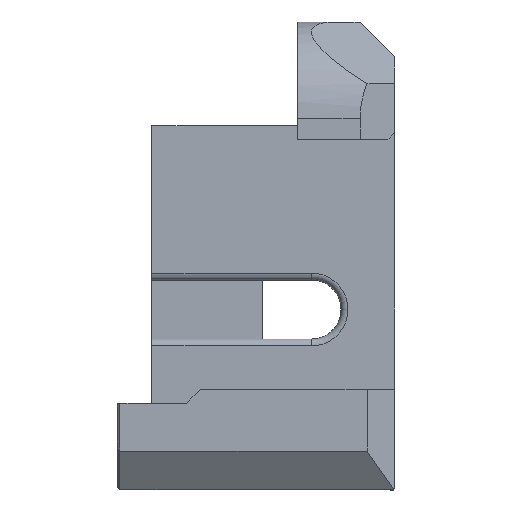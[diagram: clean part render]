
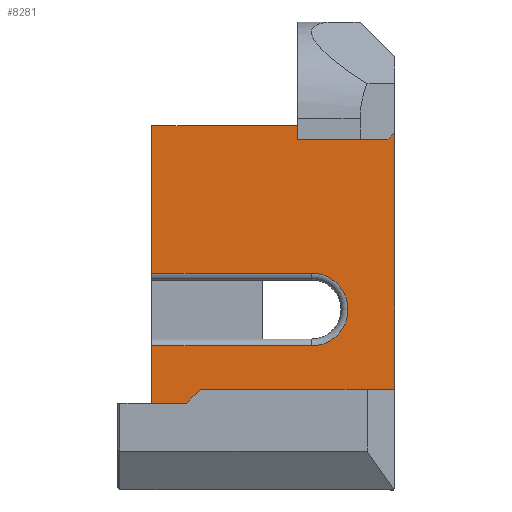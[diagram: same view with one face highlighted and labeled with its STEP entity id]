
A CAD part, left-side view. The second image highlights one B-rep face of the part: STEP entity #8281.
In plain terms, the highlighted planar face has unit normal (-1, 0, 0).
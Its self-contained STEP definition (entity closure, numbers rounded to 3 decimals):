
#333=CIRCLE('',#8899,5.25);
#916=FACE_OUTER_BOUND('',#1406,.T.);
#1406=EDGE_LOOP('',(#7375,#7376,#7377,#7378,#7379,#7380,#7381,#7382,#7383));
#1946=LINE('',#12850,#2849);
#1958=LINE('',#12879,#2861);
#1976=LINE('',#12924,#2879);
#2095=LINE('',#13468,#2998);
#2212=LINE('',#13797,#3115);
#2229=LINE('',#13829,#3132);
#2232=LINE('',#13834,#3135);
#2321=LINE('',#14065,#3224);
#2849=VECTOR('',#10046,10.);
#2861=VECTOR('',#10064,10.);
#2879=VECTOR('',#10102,10.);
#2998=VECTOR('',#10357,10.);
#3115=VECTOR('',#10618,10.);
#3132=VECTOR('',#10651,10.);
#3135=VECTOR('',#10658,10.);
#3224=VECTOR('',#10911,10.);
#3674=VERTEX_POINT('',#12847);
#3675=VERTEX_POINT('',#12849);
#3688=VERTEX_POINT('',#12876);
#3689=VERTEX_POINT('',#12878);
#3706=VERTEX_POINT('',#12922);
#3765=VERTEX_POINT('',#13237);
#3833=VERTEX_POINT('',#13465);
#3834=VERTEX_POINT('',#13467);
#3985=VERTEX_POINT('',#14063);
#4654=EDGE_CURVE('',#3674,#3675,#1946,.T.);
#4669=EDGE_CURVE('',#3688,#3689,#1958,.T.);
#4693=EDGE_CURVE('',#3706,#3674,#1976,.T.);
#4856=EDGE_CURVE('',#3833,#3834,#2095,.T.);
#4999=EDGE_CURVE('',#3765,#3833,#2212,.T.);
#5016=EDGE_CURVE('',#3688,#3834,#2229,.T.);
#5019=EDGE_CURVE('',#3675,#3765,#2232,.T.);
#5133=EDGE_CURVE('',#3985,#3706,#333,.T.);
#5134=EDGE_CURVE('',#3689,#3985,#2321,.T.);
#7375=ORIENTED_EDGE('',*,*,#4693,.F.);
#7376=ORIENTED_EDGE('',*,*,#5133,.F.);
#7377=ORIENTED_EDGE('',*,*,#5134,.F.);
#7378=ORIENTED_EDGE('',*,*,#4669,.F.);
#7379=ORIENTED_EDGE('',*,*,#5016,.T.);
#7380=ORIENTED_EDGE('',*,*,#4856,.F.);
#7381=ORIENTED_EDGE('',*,*,#4999,.F.);
#7382=ORIENTED_EDGE('',*,*,#5019,.F.);
#7383=ORIENTED_EDGE('',*,*,#4654,.F.);
#7855=PLANE('',#8898);
#8281=ADVANCED_FACE('',(#916),#7855,.T.);
#8898=AXIS2_PLACEMENT_3D('',#14062,#10907,#10908);
#8899=AXIS2_PLACEMENT_3D('',#14064,#10909,#10910);
#10046=DIRECTION('',(0.,0.,1.));
#10064=DIRECTION('',(0.,0.,1.));
#10102=DIRECTION('',(0.,1.,0.));
#10357=DIRECTION('',(0.,0.,-1.));
#10618=DIRECTION('',(0.,-1.,0.));
#10651=DIRECTION('',(0.,-1.,0.));
#10658=DIRECTION('',(0.,-1.,0.));
#10907=DIRECTION('center_axis',(-1.,0.,0.));
#10908=DIRECTION('ref_axis',(0.,0.,-1.));
#10909=DIRECTION('center_axis',(-1.,0.,0.));
#10910=DIRECTION('ref_axis',(0.,-1.,0.));
#10911=DIRECTION('',(0.,-1.,0.));
#12847=CARTESIAN_POINT('',(131.217,-119.43,81.5));
#12849=CARTESIAN_POINT('',(131.217,-119.43,102.75));
#12850=CARTESIAN_POINT('',(131.217,-119.43,62.75));
#12876=CARTESIAN_POINT('',(131.217,-119.43,62.75));
#12878=CARTESIAN_POINT('',(131.217,-119.43,71.));
#12879=CARTESIAN_POINT('',(131.217,-119.43,62.75));
#12922=CARTESIAN_POINT('',(131.217,-142.43,81.5));
#12924=CARTESIAN_POINT('',(131.217,-136.43,81.5));
#13237=CARTESIAN_POINT('',(131.217,-140.43,102.75));
#13465=CARTESIAN_POINT('',(131.217,-154.43,102.75));
#13467=CARTESIAN_POINT('',(131.217,-154.43,62.75));
#13468=CARTESIAN_POINT('',(131.217,-154.43,102.75));
#13797=CARTESIAN_POINT('',(131.217,-153.43,102.75));
#13829=CARTESIAN_POINT('',(131.217,-153.43,62.75));
#13834=CARTESIAN_POINT('',(131.217,-153.43,102.75));
#14062=CARTESIAN_POINT('Origin',(131.217,-153.43,102.75));
#14063=CARTESIAN_POINT('',(131.217,-142.43,71.));
#14064=CARTESIAN_POINT('Origin',(131.217,-142.43,76.25));
#14065=CARTESIAN_POINT('',(131.217,-145.43,71.));
